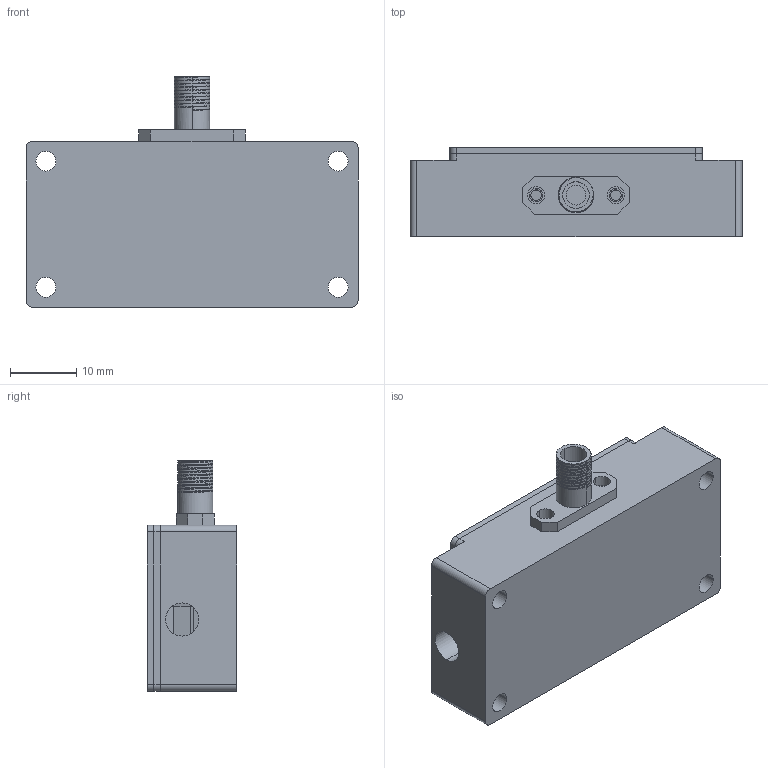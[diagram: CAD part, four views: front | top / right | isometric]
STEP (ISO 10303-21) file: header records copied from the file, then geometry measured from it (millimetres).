
FILE_DESCRIPTION((''),'2;1');
FILE_NAME('01-212-ZJ0009A_ASM','2023-06-07T',('lianyuanpo'),(''),'PRO/ENGINEER BY PARAMETRIC TECHNOLOGY CORPORATION, 2007090','PRO/ENGINEER BY PARAMETRIC TECHNOLOGY CORPORATION, 2007090','');
FILE_SCHEMA(('CONFIG_CONTROL_DESIGN'));
Length unit declared in the file: millimetre
Products named in the file (8): 02-212-0033A; 02-212-0034A; JINTI; SMAU; 02-212-0035A; 08-209-0021A; 08-209-0008A; 01-212-ZJ0009A_ASM
Assembly tree (7 placements, depth 2):
  01-212-ZJ0009A_ASM
    02-212-0033A
    02-212-0034A
    JINTI
    SMAU
    02-212-0035A
    08-209-0021A
    08-209-0008A
Bounding box: 50 x 13.5 x 34.7 mm (x, y, z)
Volume: 11990.5 mm3; surface area: 10530.6 mm2
Topology: 7 solids, 17 shells, 287 faces, 738 edges, 493 vertices
Faces by surface type: cylinder 154, plane 126, cone 4, bspline 3
Entity records: 14187 total; most frequent: CARTESIAN_POINT 6766, DIRECTION 1579, ORIENTED_EDGE 1428, EDGE_CURVE 734, AXIS2_PLACEMENT_3D 588, VERTEX_POINT 493, VECTOR 403, LINE 403
